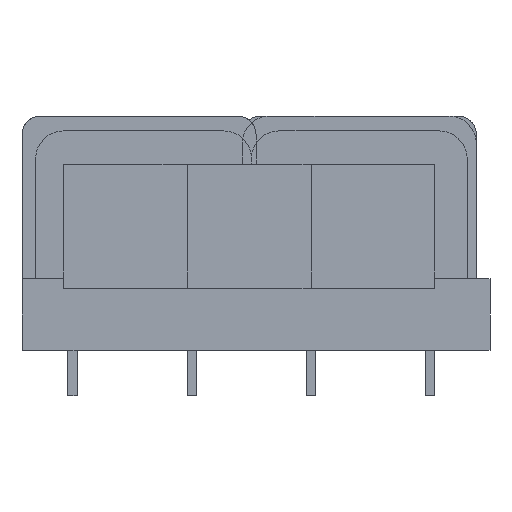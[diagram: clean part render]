
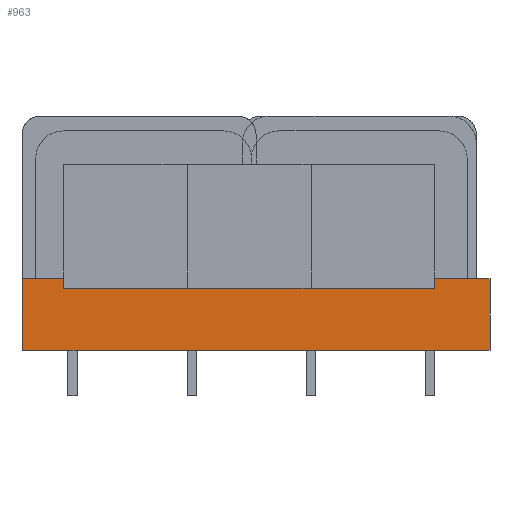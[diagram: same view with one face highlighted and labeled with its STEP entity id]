
A CAD part, left-side view. The second image highlights one B-rep face of the part: STEP entity #963.
In plain terms, the highlighted planar face has unit normal (-1, 0, 0).
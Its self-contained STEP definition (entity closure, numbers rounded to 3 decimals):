
#124 = VERTEX_POINT('',#125);
#125 = CARTESIAN_POINT('',(-0.5,13.,6.75));
#133 = VERTEX_POINT('',#134);
#134 = CARTESIAN_POINT('',(-0.5,26.5,6.75));
#140 = EDGE_CURVE('',#133,#124,#141,.T.);
#141 = LINE('',#142,#143);
#142 = CARTESIAN_POINT('',(-0.5,6.625,6.75));
#143 = VECTOR('',#144,1.);
#144 = DIRECTION('',(0.,-1.,0.));
#227 = VERTEX_POINT('',#228);
#228 = CARTESIAN_POINT('',(-0.5,-0.5,6.75));
#234 = EDGE_CURVE('',#227,#235,#237,.T.);
#235 = VERTEX_POINT('',#236);
#236 = CARTESIAN_POINT('',(-0.5,-0.5,7.75));
#237 = LINE('',#238,#239);
#238 = CARTESIAN_POINT('',(-0.5,-0.5,3.375));
#239 = VECTOR('',#240,1.);
#240 = DIRECTION('',(0.,0.,1.));
#275 = EDGE_CURVE('',#124,#276,#278,.T.);
#276 = VERTEX_POINT('',#277);
#277 = CARTESIAN_POINT('',(-0.5,6.597,6.75));
#278 = LINE('',#279,#280);
#279 = CARTESIAN_POINT('',(-0.5,-0.125,6.75));
#280 = VECTOR('',#281,1.);
#281 = DIRECTION('',(0.,-1.,0.));
#388 = VERTEX_POINT('',#389);
#389 = CARTESIAN_POINT('',(-0.5,3.403,6.75));
#395 = EDGE_CURVE('',#388,#227,#396,.T.);
#396 = LINE('',#397,#398);
#397 = CARTESIAN_POINT('',(-0.5,-0.125,6.75));
#398 = VECTOR('',#399,1.);
#399 = DIRECTION('',(0.,-1.,0.));
#589 = VERTEX_POINT('',#590);
#590 = CARTESIAN_POINT('',(-0.5,40.,6.75));
#630 = VERTEX_POINT('',#631);
#631 = CARTESIAN_POINT('',(-0.5,40.,7.75));
#637 = EDGE_CURVE('',#630,#589,#638,.T.);
#638 = LINE('',#639,#640);
#639 = CARTESIAN_POINT('',(-0.5,40.,3.375));
#640 = VECTOR('',#641,1.);
#641 = DIRECTION('',(0.,0.,-1.));
#654 = EDGE_CURVE('',#589,#655,#657,.T.);
#655 = VERTEX_POINT('',#656);
#656 = CARTESIAN_POINT('',(-0.5,34.597,6.75));
#657 = LINE('',#658,#659);
#658 = CARTESIAN_POINT('',(-0.5,13.375,6.75));
#659 = VECTOR('',#660,1.);
#660 = DIRECTION('',(0.,-1.,0.));
#767 = VERTEX_POINT('',#768);
#768 = CARTESIAN_POINT('',(-0.5,31.403,6.75));
#774 = EDGE_CURVE('',#767,#133,#775,.T.);
#775 = LINE('',#776,#777);
#776 = CARTESIAN_POINT('',(-0.5,13.375,6.75));
#777 = VECTOR('',#778,1.);
#778 = DIRECTION('',(0.,-1.,0.));
#963 = ADVANCED_FACE('',(#964),#1119,.F.);
#964 = FACE_BOUND('',#965,.F.);
#965 = EDGE_LOOP('',(#966,#974,#982,#990,#998,#1006,#1014,#1022,#1030,
    #1038,#1046,#1054,#1062,#1068,#1069,#1070,#1078,#1086,#1092,#1093,
    #1094,#1095,#1103,#1111,#1117,#1118));
#966 = ORIENTED_EDGE('',*,*,#967,.F.);
#967 = EDGE_CURVE('',#968,#235,#970,.T.);
#968 = VERTEX_POINT('',#969);
#969 = CARTESIAN_POINT('',(-0.5,-6.5,7.75));
#970 = LINE('',#971,#972);
#971 = CARTESIAN_POINT('',(-0.5,-6.5,7.75));
#972 = VECTOR('',#973,1.);
#973 = DIRECTION('',(0.,1.,0.));
#974 = ORIENTED_EDGE('',*,*,#975,.F.);
#975 = EDGE_CURVE('',#976,#968,#978,.T.);
#976 = VERTEX_POINT('',#977);
#977 = CARTESIAN_POINT('',(-0.5,-6.5,0.));
#978 = LINE('',#979,#980);
#979 = CARTESIAN_POINT('',(-0.5,-6.5,0.));
#980 = VECTOR('',#981,1.);
#981 = DIRECTION('',(0.,0.,1.));
#982 = ORIENTED_EDGE('',*,*,#983,.T.);
#983 = EDGE_CURVE('',#976,#984,#986,.T.);
#984 = VERTEX_POINT('',#985);
#985 = CARTESIAN_POINT('',(-0.5,-0.5,0.));
#986 = LINE('',#987,#988);
#987 = CARTESIAN_POINT('',(-0.5,-6.5,0.));
#988 = VECTOR('',#989,1.);
#989 = DIRECTION('',(0.,1.,0.));
#990 = ORIENTED_EDGE('',*,*,#991,.T.);
#991 = EDGE_CURVE('',#984,#992,#994,.T.);
#992 = VERTEX_POINT('',#993);
#993 = CARTESIAN_POINT('',(-0.5,0.5,0.));
#994 = LINE('',#995,#996);
#995 = CARTESIAN_POINT('',(-0.5,-0.5,0.));
#996 = VECTOR('',#997,1.);
#997 = DIRECTION('',(0.,1.,0.));
#998 = ORIENTED_EDGE('',*,*,#999,.T.);
#999 = EDGE_CURVE('',#992,#1000,#1002,.T.);
#1000 = VERTEX_POINT('',#1001);
#1001 = CARTESIAN_POINT('',(-0.5,12.5,0.));
#1002 = LINE('',#1003,#1004);
#1003 = CARTESIAN_POINT('',(-0.5,-6.5,0.));
#1004 = VECTOR('',#1005,1.);
#1005 = DIRECTION('',(0.,1.,0.));
#1006 = ORIENTED_EDGE('',*,*,#1007,.T.);
#1007 = EDGE_CURVE('',#1000,#1008,#1010,.T.);
#1008 = VERTEX_POINT('',#1009);
#1009 = CARTESIAN_POINT('',(-0.5,13.5,0.));
#1010 = LINE('',#1011,#1012);
#1011 = CARTESIAN_POINT('',(-0.5,12.5,0.));
#1012 = VECTOR('',#1013,1.);
#1013 = DIRECTION('',(0.,1.,0.));
#1014 = ORIENTED_EDGE('',*,*,#1015,.T.);
#1015 = EDGE_CURVE('',#1008,#1016,#1018,.T.);
#1016 = VERTEX_POINT('',#1017);
#1017 = CARTESIAN_POINT('',(-0.5,25.5,0.));
#1018 = LINE('',#1019,#1020);
#1019 = CARTESIAN_POINT('',(-0.5,-6.5,0.));
#1020 = VECTOR('',#1021,1.);
#1021 = DIRECTION('',(0.,1.,0.));
#1022 = ORIENTED_EDGE('',*,*,#1023,.T.);
#1023 = EDGE_CURVE('',#1016,#1024,#1026,.T.);
#1024 = VERTEX_POINT('',#1025);
#1025 = CARTESIAN_POINT('',(-0.5,26.5,0.));
#1026 = LINE('',#1027,#1028);
#1027 = CARTESIAN_POINT('',(-0.5,25.5,0.));
#1028 = VECTOR('',#1029,1.);
#1029 = DIRECTION('',(0.,1.,0.));
#1030 = ORIENTED_EDGE('',*,*,#1031,.T.);
#1031 = EDGE_CURVE('',#1024,#1032,#1034,.T.);
#1032 = VERTEX_POINT('',#1033);
#1033 = CARTESIAN_POINT('',(-0.5,38.5,0.));
#1034 = LINE('',#1035,#1036);
#1035 = CARTESIAN_POINT('',(-0.5,-6.5,0.));
#1036 = VECTOR('',#1037,1.);
#1037 = DIRECTION('',(0.,1.,0.));
#1038 = ORIENTED_EDGE('',*,*,#1039,.T.);
#1039 = EDGE_CURVE('',#1032,#1040,#1042,.T.);
#1040 = VERTEX_POINT('',#1041);
#1041 = CARTESIAN_POINT('',(-0.5,39.5,0.));
#1042 = LINE('',#1043,#1044);
#1043 = CARTESIAN_POINT('',(-0.5,38.5,0.));
#1044 = VECTOR('',#1045,1.);
#1045 = DIRECTION('',(0.,1.,0.));
#1046 = ORIENTED_EDGE('',*,*,#1047,.T.);
#1047 = EDGE_CURVE('',#1040,#1048,#1050,.T.);
#1048 = VERTEX_POINT('',#1049);
#1049 = CARTESIAN_POINT('',(-0.5,44.5,0.));
#1050 = LINE('',#1051,#1052);
#1051 = CARTESIAN_POINT('',(-0.5,-6.5,0.));
#1052 = VECTOR('',#1053,1.);
#1053 = DIRECTION('',(0.,1.,0.));
#1054 = ORIENTED_EDGE('',*,*,#1055,.T.);
#1055 = EDGE_CURVE('',#1048,#1056,#1058,.T.);
#1056 = VERTEX_POINT('',#1057);
#1057 = CARTESIAN_POINT('',(-0.5,44.5,7.75));
#1058 = LINE('',#1059,#1060);
#1059 = CARTESIAN_POINT('',(-0.5,44.5,0.));
#1060 = VECTOR('',#1061,1.);
#1061 = DIRECTION('',(0.,0.,1.));
#1062 = ORIENTED_EDGE('',*,*,#1063,.F.);
#1063 = EDGE_CURVE('',#630,#1056,#1064,.T.);
#1064 = LINE('',#1065,#1066);
#1065 = CARTESIAN_POINT('',(-0.5,-6.5,7.75));
#1066 = VECTOR('',#1067,1.);
#1067 = DIRECTION('',(0.,1.,0.));
#1068 = ORIENTED_EDGE('',*,*,#637,.T.);
#1069 = ORIENTED_EDGE('',*,*,#654,.T.);
#1070 = ORIENTED_EDGE('',*,*,#1071,.T.);
#1071 = EDGE_CURVE('',#655,#1072,#1074,.T.);
#1072 = VERTEX_POINT('',#1073);
#1073 = CARTESIAN_POINT('',(-0.5,34.597,7.75));
#1074 = LINE('',#1075,#1076);
#1075 = CARTESIAN_POINT('',(-0.5,34.597,3.375));
#1076 = VECTOR('',#1077,1.);
#1077 = DIRECTION('',(0.,0.,1.));
#1078 = ORIENTED_EDGE('',*,*,#1079,.F.);
#1079 = EDGE_CURVE('',#1080,#1072,#1082,.T.);
#1080 = VERTEX_POINT('',#1081);
#1081 = CARTESIAN_POINT('',(-0.5,31.403,7.75));
#1082 = LINE('',#1083,#1084);
#1083 = CARTESIAN_POINT('',(-0.5,-6.5,7.75));
#1084 = VECTOR('',#1085,1.);
#1085 = DIRECTION('',(0.,1.,0.));
#1086 = ORIENTED_EDGE('',*,*,#1087,.T.);
#1087 = EDGE_CURVE('',#1080,#767,#1088,.T.);
#1088 = LINE('',#1089,#1090);
#1089 = CARTESIAN_POINT('',(-0.5,31.403,3.375));
#1090 = VECTOR('',#1091,1.);
#1091 = DIRECTION('',(0.,0.,-1.));
#1092 = ORIENTED_EDGE('',*,*,#774,.T.);
#1093 = ORIENTED_EDGE('',*,*,#140,.T.);
#1094 = ORIENTED_EDGE('',*,*,#275,.T.);
#1095 = ORIENTED_EDGE('',*,*,#1096,.T.);
#1096 = EDGE_CURVE('',#276,#1097,#1099,.T.);
#1097 = VERTEX_POINT('',#1098);
#1098 = CARTESIAN_POINT('',(-0.5,6.597,7.75));
#1099 = LINE('',#1100,#1101);
#1100 = CARTESIAN_POINT('',(-0.5,6.597,3.375));
#1101 = VECTOR('',#1102,1.);
#1102 = DIRECTION('',(0.,0.,1.));
#1103 = ORIENTED_EDGE('',*,*,#1104,.F.);
#1104 = EDGE_CURVE('',#1105,#1097,#1107,.T.);
#1105 = VERTEX_POINT('',#1106);
#1106 = CARTESIAN_POINT('',(-0.5,3.403,7.75));
#1107 = LINE('',#1108,#1109);
#1108 = CARTESIAN_POINT('',(-0.5,-6.5,7.75));
#1109 = VECTOR('',#1110,1.);
#1110 = DIRECTION('',(0.,1.,0.));
#1111 = ORIENTED_EDGE('',*,*,#1112,.T.);
#1112 = EDGE_CURVE('',#1105,#388,#1113,.T.);
#1113 = LINE('',#1114,#1115);
#1114 = CARTESIAN_POINT('',(-0.5,3.403,3.375));
#1115 = VECTOR('',#1116,1.);
#1116 = DIRECTION('',(0.,0.,-1.));
#1117 = ORIENTED_EDGE('',*,*,#395,.T.);
#1118 = ORIENTED_EDGE('',*,*,#234,.T.);
#1119 = PLANE('',#1120);
#1120 = AXIS2_PLACEMENT_3D('',#1121,#1122,#1123);
#1121 = CARTESIAN_POINT('',(-0.5,-6.5,0.));
#1122 = DIRECTION('',(1.,0.,0.));
#1123 = DIRECTION('',(0.,0.,1.));
